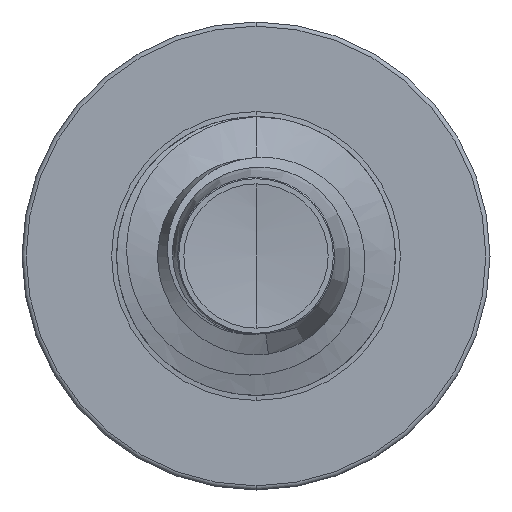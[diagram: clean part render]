
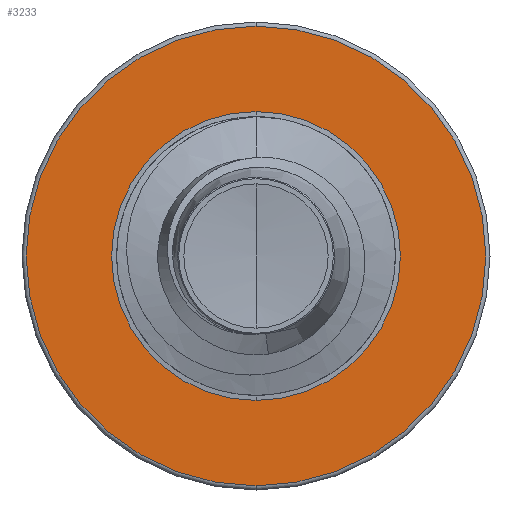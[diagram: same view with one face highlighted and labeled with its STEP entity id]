
A CAD part, front view. The second image highlights one B-rep face of the part: STEP entity #3233.
In plain terms, the highlighted planar face has unit normal (0, -1, 0).
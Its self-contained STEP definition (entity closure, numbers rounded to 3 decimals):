
#16 = FACE_OUTER_BOUND ( 'NONE', #1552, .T. ) ;
#792 = CARTESIAN_POINT ( 'NONE',  ( 0., 5., 1.296 ) ) ;
#820 = CIRCLE ( 'NONE', #5013, 2.063 ) ;
#1188 = EDGE_LOOP ( 'NONE', ( #8921, #8953 ) ) ;
#1475 = VERTEX_POINT ( 'NONE', #8444 ) ;
#1552 = EDGE_LOOP ( 'NONE', ( #9528, #9551 ) ) ;
#1718 = CARTESIAN_POINT ( 'NONE',  ( 0., 5., 2.063 ) ) ;
#1969 = VERTEX_POINT ( 'NONE', #792 ) ;
#3233 = ADVANCED_FACE ( 'NONE', ( #16, #7437 ), #6307, .F. ) ;
#3474 = EDGE_CURVE ( 'NONE', #5175, #1969, #4775, .T. ) ;
#3937 = DIRECTION ( 'NONE',  ( 0., 1., 0. ) ) ;
#4510 = AXIS2_PLACEMENT_3D ( 'NONE', #5567, #5562, #5553 ) ;
#4763 = AXIS2_PLACEMENT_3D ( 'NONE', #6332, #6290, #6287 ) ;
#4775 = CIRCLE ( 'NONE', #5386, 1.296 ) ;
#5006 = DIRECTION ( 'NONE',  ( 0., 0., 1. ) ) ;
#5013 = AXIS2_PLACEMENT_3D ( 'NONE', #9184, #3937, #9750 ) ;
#5015 = DIRECTION ( 'NONE',  ( 0., 1., 0. ) ) ;
#5027 = CARTESIAN_POINT ( 'NONE',  ( 0., 5., 0. ) ) ;
#5139 = EDGE_CURVE ( 'NONE', #9613, #1475, #9376, .T. ) ;
#5175 = VERTEX_POINT ( 'NONE', #5600 ) ;
#5386 = AXIS2_PLACEMENT_3D ( 'NONE', #6679, #6661, #6659 ) ;
#5460 = EDGE_CURVE ( 'NONE', #1969, #5175, #8064, .T. ) ;
#5553 = DIRECTION ( 'NONE',  ( 0., 0., 1. ) ) ;
#5562 = DIRECTION ( 'NONE',  ( 0., 1., 0. ) ) ;
#5567 = CARTESIAN_POINT ( 'NONE',  ( 0., 5., 0. ) ) ;
#5600 = CARTESIAN_POINT ( 'NONE',  ( 0., 5., -1.296 ) ) ;
#6287 = DIRECTION ( 'NONE',  ( 0., 0., 1. ) ) ;
#6290 = DIRECTION ( 'NONE',  ( 0., 1., 0. ) ) ;
#6307 = PLANE ( 'NONE',  #4763 ) ;
#6332 = CARTESIAN_POINT ( 'NONE',  ( 0., 5., -1.296 ) ) ;
#6659 = DIRECTION ( 'NONE',  ( 0., 0., 1. ) ) ;
#6661 = DIRECTION ( 'NONE',  ( 0., 1., 0. ) ) ;
#6679 = CARTESIAN_POINT ( 'NONE',  ( 0., 5., 0. ) ) ;
#7437 = FACE_BOUND ( 'NONE', #1188, .T. ) ;
#8064 = CIRCLE ( 'NONE', #9141, 1.296 ) ;
#8444 = CARTESIAN_POINT ( 'NONE',  ( 0., 5., -2.062 ) ) ;
#8921 = ORIENTED_EDGE ( 'NONE', *, *, #5460, .T. ) ;
#8953 = ORIENTED_EDGE ( 'NONE', *, *, #3474, .T. ) ;
#9141 = AXIS2_PLACEMENT_3D ( 'NONE', #5027, #5015, #5006 ) ;
#9184 = CARTESIAN_POINT ( 'NONE',  ( 0., 5., 0. ) ) ;
#9376 = CIRCLE ( 'NONE', #4510, 2.063 ) ;
#9528 = ORIENTED_EDGE ( 'NONE', *, *, #5139, .F. ) ;
#9551 = ORIENTED_EDGE ( 'NONE', *, *, #10372, .F. ) ;
#9613 = VERTEX_POINT ( 'NONE', #1718 ) ;
#9750 = DIRECTION ( 'NONE',  ( 0., 0., 1. ) ) ;
#10372 = EDGE_CURVE ( 'NONE', #1475, #9613, #820, .T. ) ;
